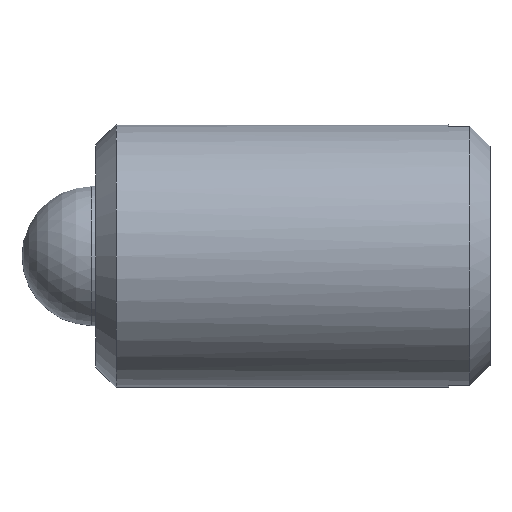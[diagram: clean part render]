
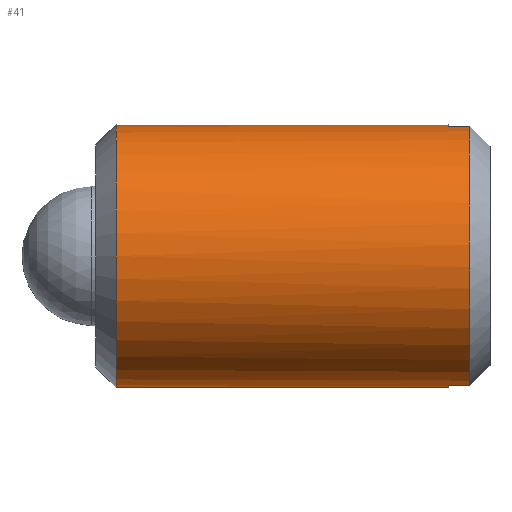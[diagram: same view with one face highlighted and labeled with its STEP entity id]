
A CAD part, left-side view. The second image highlights one B-rep face of the part: STEP entity #41.
In plain terms, the highlighted cylindrical face has radius 8 mm (diameter 16 mm), a full revolution.
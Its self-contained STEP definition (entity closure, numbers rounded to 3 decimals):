
#41 = ADVANCED_FACE( '', ( #89, #90 ), #91, .T. );
#89 = FACE_OUTER_BOUND( '', #148, .T. );
#90 = FACE_OUTER_BOUND( '', #149, .T. );
#91 = CYLINDRICAL_SURFACE( '', #150, 8. );
#148 = EDGE_LOOP( '', ( #206, #207, #208, #209, #210, #211, #212, #213 ) );
#149 = EDGE_LOOP( '', ( #214 ) );
#150 = AXIS2_PLACEMENT_3D( '', #215, #216, #217 );
#206 = ORIENTED_EDGE( '', *, *, #310, .F. );
#207 = ORIENTED_EDGE( '', *, *, #312, .F. );
#208 = ORIENTED_EDGE( '', *, *, #313, .F. );
#209 = ORIENTED_EDGE( '', *, *, #314, .F. );
#210 = ORIENTED_EDGE( '', *, *, #315, .F. );
#211 = ORIENTED_EDGE( '', *, *, #316, .F. );
#212 = ORIENTED_EDGE( '', *, *, #317, .F. );
#213 = ORIENTED_EDGE( '', *, *, #318, .F. );
#214 = ORIENTED_EDGE( '', *, *, #319, .T. );
#215 = CARTESIAN_POINT( '', ( 0., 0., 0. ) );
#216 = DIRECTION( '', ( 0., 1., 0. ) );
#217 = DIRECTION( '', ( 0., 0., -1. ) );
#310 = EDGE_CURVE( '', #352, #348, #354, .T. );
#312 = EDGE_CURVE( '', #356, #352, #357, .T. );
#313 = EDGE_CURVE( '', #358, #356, #359, .T. );
#314 = EDGE_CURVE( '', #360, #358, #361, .F. );
#315 = EDGE_CURVE( '', #362, #360, #363, .T. );
#316 = EDGE_CURVE( '', #364, #362, #365, .T. );
#317 = EDGE_CURVE( '', #366, #364, #367, .T. );
#318 = EDGE_CURVE( '', #348, #366, #368, .F. );
#319 = EDGE_CURVE( '', #369, #369, #370, .T. );
#348 = VERTEX_POINT( '', #405 );
#352 = VERTEX_POINT( '', #412 );
#354 = CIRCLE( '', #417, 8. );
#356 = VERTEX_POINT( '', #419 );
#357 = LINE( '', #420, #421 );
#358 = VERTEX_POINT( '', #422 );
#359 = CIRCLE( '', #423, 8. );
#360 = VERTEX_POINT( '', #424 );
#361 = LINE( '', #425, #426 );
#362 = VERTEX_POINT( '', #427 );
#363 = CIRCLE( '', #428, 8. );
#364 = VERTEX_POINT( '', #429 );
#365 = LINE( '', #430, #431 );
#366 = VERTEX_POINT( '', #432 );
#367 = CIRCLE( '', #433, 8. );
#368 = LINE( '', #434, #435 );
#369 = VERTEX_POINT( '', #436 );
#370 = CIRCLE( '', #437, 8. );
#405 = CARTESIAN_POINT( '', ( 1.25, 1.227, 7.902 ) );
#412 = CARTESIAN_POINT( '', ( 1.25, 1.227, -7.902 ) );
#417 = AXIS2_PLACEMENT_3D( '', #483, #484, #485 );
#419 = CARTESIAN_POINT( '', ( 1.25, 2.51, -7.902 ) );
#420 = CARTESIAN_POINT( '', ( 1.25, 0., -7.902 ) );
#421 = VECTOR( '', #486, 1000. );
#422 = CARTESIAN_POINT( '', ( -1.25, 2.51, -7.902 ) );
#423 = AXIS2_PLACEMENT_3D( '', #487, #488, #489 );
#424 = CARTESIAN_POINT( '', ( -1.25, 1.227, -7.902 ) );
#425 = CARTESIAN_POINT( '', ( -1.25, 0., -7.902 ) );
#426 = VECTOR( '', #490, 1000. );
#427 = CARTESIAN_POINT( '', ( -1.25, 1.227, 7.902 ) );
#428 = AXIS2_PLACEMENT_3D( '', #491, #492, #493 );
#429 = CARTESIAN_POINT( '', ( -1.25, 2.51, 7.902 ) );
#430 = CARTESIAN_POINT( '', ( -1.25, 0., 7.902 ) );
#431 = VECTOR( '', #494, 1000. );
#432 = CARTESIAN_POINT( '', ( 1.25, 2.51, 7.902 ) );
#433 = AXIS2_PLACEMENT_3D( '', #495, #496, #497 );
#434 = CARTESIAN_POINT( '', ( 1.25, 0., 7.902 ) );
#435 = VECTOR( '', #498, 1000. );
#436 = CARTESIAN_POINT( '', ( 0., 22.773, -8. ) );
#437 = AXIS2_PLACEMENT_3D( '', #499, #500, #501 );
#483 = CARTESIAN_POINT( '', ( 0., 1.227, 0. ) );
#484 = DIRECTION( '', ( 0., -1., 0. ) );
#485 = DIRECTION( '', ( 0., 0., -1. ) );
#486 = DIRECTION( '', ( 0., -1., 0. ) );
#487 = CARTESIAN_POINT( '', ( 0., 2.51, 0. ) );
#488 = DIRECTION( '', ( 0., -1., 0. ) );
#489 = DIRECTION( '', ( 0., 0., -1. ) );
#490 = DIRECTION( '', ( 0., -1., 0. ) );
#491 = CARTESIAN_POINT( '', ( 0., 1.227, 0. ) );
#492 = DIRECTION( '', ( 0., -1., 0. ) );
#493 = DIRECTION( '', ( 0., 0., -1. ) );
#494 = DIRECTION( '', ( 0., -1., 0. ) );
#495 = CARTESIAN_POINT( '', ( 0., 2.51, 0. ) );
#496 = DIRECTION( '', ( 0., -1., 0. ) );
#497 = DIRECTION( '', ( 0., 0., -1. ) );
#498 = DIRECTION( '', ( 0., -1., 0. ) );
#499 = CARTESIAN_POINT( '', ( 0., 22.773, 0. ) );
#500 = DIRECTION( '', ( 0., -1., 0. ) );
#501 = DIRECTION( '', ( 0., 0., -1. ) );
